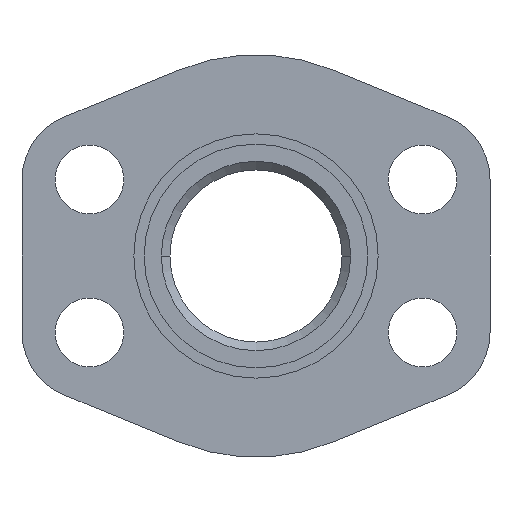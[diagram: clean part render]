
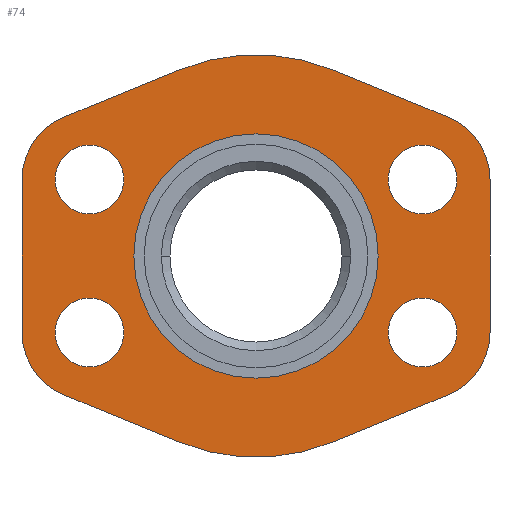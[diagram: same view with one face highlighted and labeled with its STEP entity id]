
A CAD part, front view. The second image highlights one B-rep face of the part: STEP entity #74.
In plain terms, the highlighted planar face has unit normal (0, -1, 0).
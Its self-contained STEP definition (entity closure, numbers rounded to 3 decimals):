
#74=ADVANCED_FACE('',(#156,#157,#158,#159,#160,#161),#162,.F.);
#156=FACE_BOUND('',#262,.T.);
#157=FACE_OUTER_BOUND('',#263,.T.);
#158=FACE_BOUND('',#264,.T.);
#159=FACE_BOUND('',#265,.T.);
#160=FACE_BOUND('',#266,.T.);
#161=FACE_BOUND('',#267,.T.);
#162=PLANE('',#268);
#262=EDGE_LOOP('',(#535,#536));
#263=EDGE_LOOP('',(#537,#538,#539,#540,#541,#542,#543,#544,#545,#546,#547,#548));
#264=EDGE_LOOP('',(#549,#550));
#265=EDGE_LOOP('',(#551,#552));
#266=EDGE_LOOP('',(#553,#554));
#267=EDGE_LOOP('',(#555,#556));
#268=AXIS2_PLACEMENT_3D('',#557,#558,#559);
#535=ORIENTED_EDGE('',*,*,#734,.T.);
#536=ORIENTED_EDGE('',*,*,#733,.T.);
#537=ORIENTED_EDGE('',*,*,#769,.F.);
#538=ORIENTED_EDGE('',*,*,#770,.F.);
#539=ORIENTED_EDGE('',*,*,#771,.F.);
#540=ORIENTED_EDGE('',*,*,#772,.F.);
#541=ORIENTED_EDGE('',*,*,#773,.T.);
#542=ORIENTED_EDGE('',*,*,#774,.F.);
#543=ORIENTED_EDGE('',*,*,#775,.T.);
#544=ORIENTED_EDGE('',*,*,#776,.F.);
#545=ORIENTED_EDGE('',*,*,#777,.F.);
#546=ORIENTED_EDGE('',*,*,#778,.F.);
#547=ORIENTED_EDGE('',*,*,#779,.T.);
#548=ORIENTED_EDGE('',*,*,#780,.F.);
#549=ORIENTED_EDGE('',*,*,#755,.T.);
#550=ORIENTED_EDGE('',*,*,#693,.T.);
#551=ORIENTED_EDGE('',*,*,#753,.T.);
#552=ORIENTED_EDGE('',*,*,#697,.T.);
#553=ORIENTED_EDGE('',*,*,#751,.T.);
#554=ORIENTED_EDGE('',*,*,#701,.T.);
#555=ORIENTED_EDGE('',*,*,#749,.T.);
#556=ORIENTED_EDGE('',*,*,#705,.T.);
#557=CARTESIAN_POINT('',(0.,0.,0.));
#558=DIRECTION('',(-0.0,1.0,0.));
#559=DIRECTION('',(1.0,0.0,0.0));
#693=EDGE_CURVE('',#819,#823,#825,.T.);
#697=EDGE_CURVE('',#827,#831,#833,.T.);
#701=EDGE_CURVE('',#835,#839,#841,.T.);
#705=EDGE_CURVE('',#843,#847,#849,.T.);
#733=EDGE_CURVE('',#897,#901,#903,.T.);
#734=EDGE_CURVE('',#901,#897,#904,.T.);
#749=EDGE_CURVE('',#847,#843,#921,.T.);
#751=EDGE_CURVE('',#839,#835,#923,.T.);
#753=EDGE_CURVE('',#831,#827,#925,.T.);
#755=EDGE_CURVE('',#823,#819,#927,.T.);
#769=EDGE_CURVE('',#953,#954,#955,.T.);
#770=EDGE_CURVE('',#956,#953,#957,.T.);
#771=EDGE_CURVE('',#958,#956,#959,.T.);
#772=EDGE_CURVE('',#960,#958,#961,.T.);
#773=EDGE_CURVE('',#960,#962,#963,.T.);
#774=EDGE_CURVE('',#964,#962,#965,.T.);
#775=EDGE_CURVE('',#964,#966,#967,.T.);
#776=EDGE_CURVE('',#968,#966,#969,.T.);
#777=EDGE_CURVE('',#970,#968,#971,.T.);
#778=EDGE_CURVE('',#972,#970,#973,.T.);
#779=EDGE_CURVE('',#972,#974,#975,.T.);
#780=EDGE_CURVE('',#954,#974,#976,.T.);
#819=VERTEX_POINT('',#1021);
#823=VERTEX_POINT('',#1026);
#825=CIRCLE('',#1029,10.0);
#827=VERTEX_POINT('',#1031);
#831=VERTEX_POINT('',#1036);
#833=CIRCLE('',#1039,10.0);
#835=VERTEX_POINT('',#1041);
#839=VERTEX_POINT('',#1046);
#841=CIRCLE('',#1049,10.0);
#843=VERTEX_POINT('',#1051);
#847=VERTEX_POINT('',#1056);
#849=CIRCLE('',#1059,10.0);
#897=VERTEX_POINT('',#1433);
#901=VERTEX_POINT('',#1438);
#903=CIRCLE('',#1441,35.5);
#904=CIRCLE('',#1442,35.5);
#921=CIRCLE('',#1565,10.0);
#923=CIRCLE('',#1567,10.0);
#925=CIRCLE('',#1569,10.0);
#927=CIRCLE('',#1571,10.0);
#953=VERTEX_POINT('',#1603);
#954=VERTEX_POINT('',#1604);
#955=LINE('',#1605,#1606);
#956=VERTEX_POINT('',#1607);
#957=CIRCLE('',#1608,19.59);
#958=VERTEX_POINT('',#1609);
#959=LINE('',#1610,#1611);
#960=VERTEX_POINT('',#1612);
#961=CIRCLE('',#1613,58.5);
#962=VERTEX_POINT('',#1614);
#963=LINE('',#1615,#1616);
#964=VERTEX_POINT('',#1617);
#965=CIRCLE('',#1618,19.59);
#966=VERTEX_POINT('',#1619);
#967=LINE('',#1620,#1621);
#968=VERTEX_POINT('',#1622);
#969=CIRCLE('',#1623,19.59);
#970=VERTEX_POINT('',#1624);
#971=LINE('',#1625,#1626);
#972=VERTEX_POINT('',#1627);
#973=CIRCLE('',#1628,58.5);
#974=VERTEX_POINT('',#1629);
#975=LINE('',#1630,#1631);
#976=CIRCLE('',#1632,19.59);
#1021=CARTESIAN_POINT('',(-38.41,0.0,-22.225));
#1026=CARTESIAN_POINT('',(-58.41,0.,-22.225));
#1029=AXIS2_PLACEMENT_3D('',#1687,#1688,#1689);
#1031=CARTESIAN_POINT('',(58.41,0.0,-22.225));
#1036=CARTESIAN_POINT('',(38.41,0.,-22.225));
#1039=AXIS2_PLACEMENT_3D('',#1695,#1696,#1697);
#1041=CARTESIAN_POINT('',(-38.41,0.0,22.225));
#1046=CARTESIAN_POINT('',(-58.41,0.,22.225));
#1049=AXIS2_PLACEMENT_3D('',#1703,#1704,#1705);
#1051=CARTESIAN_POINT('',(58.41,0.0,22.225));
#1056=CARTESIAN_POINT('',(38.41,0.,22.225));
#1059=AXIS2_PLACEMENT_3D('',#1711,#1712,#1713);
#1433=CARTESIAN_POINT('',(-35.5,0.,0.));
#1438=CARTESIAN_POINT('',(35.5,0.,0.));
#1441=AXIS2_PLACEMENT_3D('',#1757,#1758,#1759);
#1442=AXIS2_PLACEMENT_3D('',#1760,#1761,#1762);
#1565=AXIS2_PLACEMENT_3D('',#1799,#1800,#1801);
#1567=AXIS2_PLACEMENT_3D('',#1805,#1806,#1807);
#1569=AXIS2_PLACEMENT_3D('',#1811,#1812,#1813);
#1571=AXIS2_PLACEMENT_3D('',#1817,#1818,#1819);
#1603=CARTESIAN_POINT('',(68.0,0.,22.225));
#1604=CARTESIAN_POINT('',(68.0,0.,-22.225));
#1605=CARTESIAN_POINT('',(68.0,0.,22.225));
#1606=VECTOR('',#1847,1.0);
#1607=CARTESIAN_POINT('',(55.832,0.,40.354));
#1608=AXIS2_PLACEMENT_3D('',#1848,#1849,#1850);
#1609=CARTESIAN_POINT('',(22.165,0.,54.138));
#1610=CARTESIAN_POINT('',(22.165,0.,54.138));
#1611=VECTOR('',#1851,1.0);
#1612=CARTESIAN_POINT('',(-22.165,0.,54.138));
#1613=AXIS2_PLACEMENT_3D('',#1852,#1853,#1854);
#1614=CARTESIAN_POINT('',(-55.832,0.,40.354));
#1615=CARTESIAN_POINT('',(-22.165,0.,54.138));
#1616=VECTOR('',#1855,1.0);
#1617=CARTESIAN_POINT('',(-68.0,0.,22.225));
#1618=AXIS2_PLACEMENT_3D('',#1856,#1857,#1858);
#1619=CARTESIAN_POINT('',(-68.0,0.,-22.225));
#1620=CARTESIAN_POINT('',(-68.0,0.,22.225));
#1621=VECTOR('',#1859,1.0);
#1622=CARTESIAN_POINT('',(-55.832,0.,-40.354));
#1623=AXIS2_PLACEMENT_3D('',#1860,#1861,#1862);
#1624=CARTESIAN_POINT('',(-22.165,0.,-54.138));
#1625=CARTESIAN_POINT('',(-22.165,0.,-54.138));
#1626=VECTOR('',#1863,1.0);
#1627=CARTESIAN_POINT('',(22.165,0.,-54.138));
#1628=AXIS2_PLACEMENT_3D('',#1864,#1865,#1866);
#1629=CARTESIAN_POINT('',(55.832,0.,-40.354));
#1630=CARTESIAN_POINT('',(22.165,0.,-54.138));
#1631=VECTOR('',#1867,1.0);
#1632=AXIS2_PLACEMENT_3D('',#1868,#1869,#1870);
#1687=CARTESIAN_POINT('',(-48.41,0.0,-22.225));
#1688=DIRECTION('',(-0.0,1.0,0.));
#1689=DIRECTION('',(1.0,0.0,0.0));
#1695=CARTESIAN_POINT('',(48.41,0.0,-22.225));
#1696=DIRECTION('',(-0.0,1.0,0.));
#1697=DIRECTION('',(1.0,0.0,0.0));
#1703=CARTESIAN_POINT('',(-48.41,0.0,22.225));
#1704=DIRECTION('',(-0.0,1.0,0.));
#1705=DIRECTION('',(1.0,0.0,0.0));
#1711=CARTESIAN_POINT('',(48.41,0.0,22.225));
#1712=DIRECTION('',(-0.0,1.0,0.));
#1713=DIRECTION('',(1.0,0.0,0.0));
#1757=CARTESIAN_POINT('',(0.0,0.0,0.0));
#1758=DIRECTION('',(0.0,1.0,0.));
#1759=DIRECTION('',(-1.0,0.0,0.0));
#1760=CARTESIAN_POINT('',(0.0,0.0,0.0));
#1761=DIRECTION('',(0.0,1.0,0.));
#1762=DIRECTION('',(-1.0,0.0,0.0));
#1799=CARTESIAN_POINT('',(48.41,0.0,22.225));
#1800=DIRECTION('',(-0.0,1.0,0.));
#1801=DIRECTION('',(1.0,0.0,0.0));
#1805=CARTESIAN_POINT('',(-48.41,0.0,22.225));
#1806=DIRECTION('',(-0.0,1.0,0.));
#1807=DIRECTION('',(1.0,0.0,0.0));
#1811=CARTESIAN_POINT('',(48.41,0.0,-22.225));
#1812=DIRECTION('',(-0.0,1.0,0.));
#1813=DIRECTION('',(1.0,0.0,0.0));
#1817=CARTESIAN_POINT('',(-48.41,0.0,-22.225));
#1818=DIRECTION('',(-0.0,1.0,0.));
#1819=DIRECTION('',(1.0,0.0,0.0));
#1847=DIRECTION('',(0.,0.,-1.0));
#1848=CARTESIAN_POINT('',(48.41,0.,22.225));
#1849=DIRECTION('',(-0.0,1.0,0.));
#1850=DIRECTION('',(1.0,0.0,0.0));
#1851=DIRECTION('',(0.925,0.,-0.379));
#1852=CARTESIAN_POINT('',(0.0,0.0,0.0));
#1853=DIRECTION('',(-0.0,1.0,0.));
#1854=DIRECTION('',(1.0,0.0,0.0));
#1855=DIRECTION('',(-0.925,0.,-0.379));
#1856=CARTESIAN_POINT('',(-48.41,0.,22.225));
#1857=DIRECTION('',(-0.0,1.0,0.));
#1858=DIRECTION('',(1.0,0.0,0.0));
#1859=DIRECTION('',(0.,0.,-1.0));
#1860=CARTESIAN_POINT('',(-48.41,0.,-22.225));
#1861=DIRECTION('',(-0.0,1.0,0.));
#1862=DIRECTION('',(1.0,0.0,0.0));
#1863=DIRECTION('',(-0.925,0.,0.379));
#1864=CARTESIAN_POINT('',(0.0,0.0,0.0));
#1865=DIRECTION('',(-0.0,1.0,0.));
#1866=DIRECTION('',(1.0,0.0,0.0));
#1867=DIRECTION('',(0.925,0.,0.379));
#1868=CARTESIAN_POINT('',(48.41,0.,-22.225));
#1869=DIRECTION('',(-0.0,1.0,0.));
#1870=DIRECTION('',(1.0,0.0,0.0));
